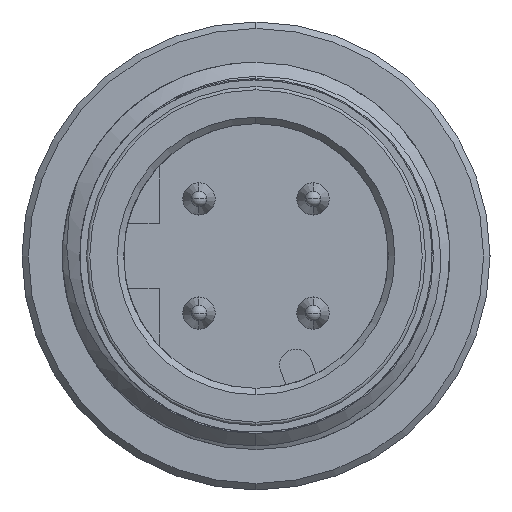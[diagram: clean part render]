
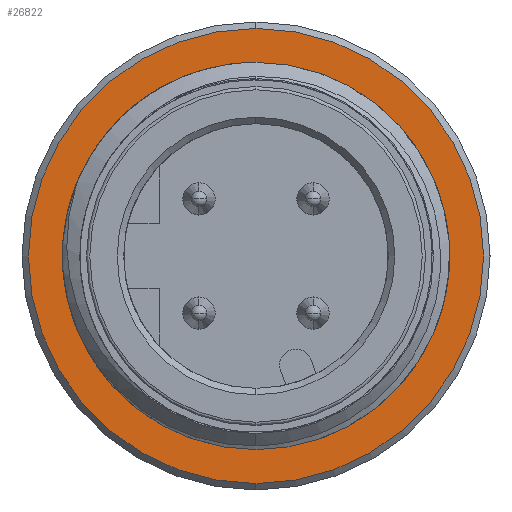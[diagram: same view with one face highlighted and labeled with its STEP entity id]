
A CAD part, left-side view. The second image highlights one B-rep face of the part: STEP entity #26822.
In plain terms, the highlighted planar face has unit normal (-1, 0, 0).
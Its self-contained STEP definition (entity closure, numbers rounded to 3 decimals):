
#419 = AXIS2_PLACEMENT_3D ( 'NONE', #22155, #20194, #1337 ) ;
#808 = DIRECTION ( 'NONE',  ( 1., 0., 0. ) ) ;
#921 = EDGE_LOOP ( 'NONE', ( #24136, #12944 ) ) ;
#1022 = CARTESIAN_POINT ( 'NONE',  ( 7., 0., 0. ) ) ;
#1337 = DIRECTION ( 'NONE',  ( 0., 0., -1. ) ) ;
#1489 = CIRCLE ( 'NONE', #14260, 6. ) ;
#2301 = CARTESIAN_POINT ( 'NONE',  ( 7., 0., 6. ) ) ;
#3005 = CARTESIAN_POINT ( 'NONE',  ( 7., 0., 0. ) ) ;
#3021 = PLANE ( 'NONE',  #3924 ) ;
#3053 = EDGE_CURVE ( 'NONE', #20337, #3178, #12318, .T. ) ;
#3178 = VERTEX_POINT ( 'NONE', #16717 ) ;
#3563 = DIRECTION ( 'NONE',  ( 0., 0., 1. ) ) ;
#3575 = ORIENTED_EDGE ( 'NONE', *, *, #6202, .F. ) ;
#3924 = AXIS2_PLACEMENT_3D ( 'NONE', #19515, #808, #15531 ) ;
#4622 = CIRCLE ( 'NONE', #23971, 7.05 ) ;
#6202 = EDGE_CURVE ( 'NONE', #14428, #7634, #21685, .T. ) ;
#7108 = DIRECTION ( 'NONE',  ( -1., 0., 0. ) ) ;
#7634 = VERTEX_POINT ( 'NONE', #16894 ) ;
#8815 = FACE_BOUND ( 'NONE', #26232, .T. ) ;
#9748 = DIRECTION ( 'NONE',  ( -1., 0., 0. ) ) ;
#10215 = DIRECTION ( 'NONE',  ( 0., 0., 1. ) ) ;
#10495 = DIRECTION ( 'NONE',  ( -1., 0., 0. ) ) ;
#11863 = EDGE_CURVE ( 'NONE', #7634, #14428, #1489, .T. ) ;
#12093 = CARTESIAN_POINT ( 'NONE',  ( 7., 0., 7.05 ) ) ;
#12318 = CIRCLE ( 'NONE', #419, 7.05 ) ;
#12944 = ORIENTED_EDGE ( 'NONE', *, *, #3053, .T. ) ;
#14260 = AXIS2_PLACEMENT_3D ( 'NONE', #3005, #9748, #3563 ) ;
#14428 = VERTEX_POINT ( 'NONE', #2301 ) ;
#14869 = FACE_OUTER_BOUND ( 'NONE', #921, .T. ) ;
#15531 = DIRECTION ( 'NONE',  ( 0., 0., -1. ) ) ;
#15810 = ORIENTED_EDGE ( 'NONE', *, *, #11863, .F. ) ;
#16717 = CARTESIAN_POINT ( 'NONE',  ( 7., 0., -7.05 ) ) ;
#16894 = CARTESIAN_POINT ( 'NONE',  ( 7., 0., -6. ) ) ;
#17625 = EDGE_CURVE ( 'NONE', #3178, #20337, #4622, .T. ) ;
#18139 = AXIS2_PLACEMENT_3D ( 'NONE', #20534, #10495, #10215 ) ;
#19515 = CARTESIAN_POINT ( 'NONE',  ( 7., 6., 0. ) ) ;
#20194 = DIRECTION ( 'NONE',  ( -1., 0., 0. ) ) ;
#20337 = VERTEX_POINT ( 'NONE', #12093 ) ;
#20534 = CARTESIAN_POINT ( 'NONE',  ( 7., 0., 0. ) ) ;
#21685 = CIRCLE ( 'NONE', #18139, 6. ) ;
#22155 = CARTESIAN_POINT ( 'NONE',  ( 7., 0., 0. ) ) ;
#23971 = AXIS2_PLACEMENT_3D ( 'NONE', #1022, #7108, #24184 ) ;
#24136 = ORIENTED_EDGE ( 'NONE', *, *, #17625, .T. ) ;
#24184 = DIRECTION ( 'NONE',  ( 0., 0., -1. ) ) ;
#26232 = EDGE_LOOP ( 'NONE', ( #3575, #15810 ) ) ;
#26822 = ADVANCED_FACE ( 'NONE', ( #14869, #8815 ), #3021, .F. ) ;
